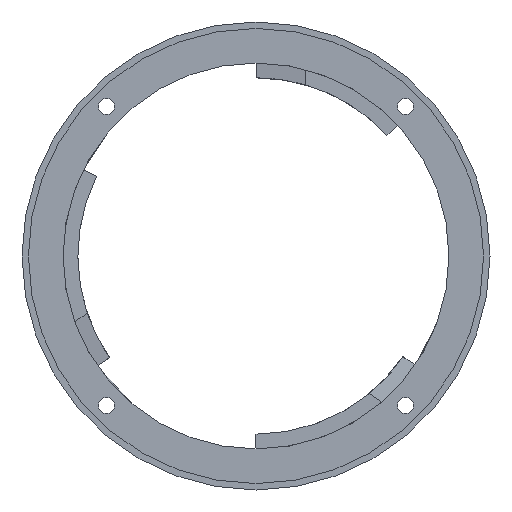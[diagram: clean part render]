
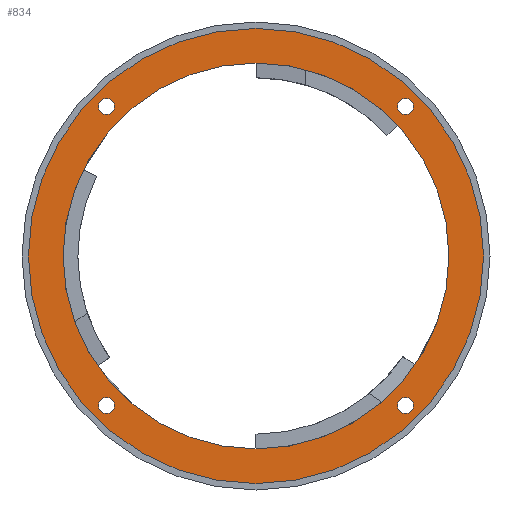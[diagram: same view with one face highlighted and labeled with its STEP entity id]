
A CAD part, front view. The second image highlights one B-rep face of the part: STEP entity #834.
In plain terms, the highlighted planar face has unit normal (0, -1, 0).
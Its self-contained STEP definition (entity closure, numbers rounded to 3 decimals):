
#22 = DIRECTION ( 'NONE',  ( 0., 1., 0. ) ) ;
#24 = ORIENTED_EDGE ( 'NONE', *, *, #1267, .T. ) ;
#29 = AXIS2_PLACEMENT_3D ( 'NONE', #374, #951, #1536 ) ;
#47 = ORIENTED_EDGE ( 'NONE', *, *, #130, .T. ) ;
#59 = VERTEX_POINT ( 'NONE', #531 ) ;
#95 = DIRECTION ( 'NONE',  ( 0., 1., 0. ) ) ;
#122 = DIRECTION ( 'NONE',  ( 0., -1., 0. ) ) ;
#130 = EDGE_CURVE ( 'NONE', #1382, #1586, #1484, .T. ) ;
#143 = CARTESIAN_POINT ( 'NONE',  ( 0., -1.74, 0. ) ) ;
#154 = DIRECTION ( 'NONE',  ( 0., 0., 1. ) ) ;
#175 = CIRCLE ( 'NONE', #1217, 1. ) ;
#182 = CARTESIAN_POINT ( 'NONE',  ( 18.208, -1.74, 18.208 ) ) ;
#189 = DIRECTION ( 'NONE',  ( 0., 0., 1. ) ) ;
#196 = ORIENTED_EDGE ( 'NONE', *, *, #270, .T. ) ;
#198 = DIRECTION ( 'NONE',  ( 0., 1., 0. ) ) ;
#203 = CIRCLE ( 'NONE', #1856, 1. ) ;
#261 = FACE_BOUND ( 'NONE', #1492, .T. ) ;
#266 = VERTEX_POINT ( 'NONE', #463 ) ;
#270 = EDGE_CURVE ( 'NONE', #1332, #371, #1153, .T. ) ;
#283 = DIRECTION ( 'NONE',  ( 0., 0., -1. ) ) ;
#292 = CIRCLE ( 'NONE', #1634, 1. ) ;
#300 = CARTESIAN_POINT ( 'NONE',  ( 0., -1.74, -23.49 ) ) ;
#316 = VERTEX_POINT ( 'NONE', #1773 ) ;
#317 = EDGE_CURVE ( 'NONE', #1509, #266, #1092, .T. ) ;
#354 = AXIS2_PLACEMENT_3D ( 'NONE', #1524, #784, #497 ) ;
#371 = VERTEX_POINT ( 'NONE', #300 ) ;
#374 = CARTESIAN_POINT ( 'NONE',  ( 0., -1.74, 0. ) ) ;
#389 = VERTEX_POINT ( 'NONE', #1794 ) ;
#424 = CARTESIAN_POINT ( 'NONE',  ( 0., -1.74, 0. ) ) ;
#429 = CARTESIAN_POINT ( 'NONE',  ( -18.208, -1.74, 18.208 ) ) ;
#437 = CARTESIAN_POINT ( 'NONE',  ( 18.208, -1.74, 18.208 ) ) ;
#446 = DIRECTION ( 'NONE',  ( 0., 0., -1. ) ) ;
#460 = EDGE_CURVE ( 'NONE', #1656, #582, #1149, .T. ) ;
#463 = CARTESIAN_POINT ( 'NONE',  ( 18.208, -1.74, 17.208 ) ) ;
#479 = AXIS2_PLACEMENT_3D ( 'NONE', #182, #887, #189 ) ;
#495 = EDGE_CURVE ( 'NONE', #1586, #1382, #963, .T. ) ;
#497 = DIRECTION ( 'NONE',  ( 0., 0., -1. ) ) ;
#531 = CARTESIAN_POINT ( 'NONE',  ( -18.208, -1.74, -19.208 ) ) ;
#536 = ORIENTED_EDGE ( 'NONE', *, *, #495, .T. ) ;
#569 = CIRCLE ( 'NONE', #818, 1. ) ;
#582 = VERTEX_POINT ( 'NONE', #1209 ) ;
#583 = DIRECTION ( 'NONE',  ( 0., 0., -1. ) ) ;
#590 = ORIENTED_EDGE ( 'NONE', *, *, #317, .T. ) ;
#629 = DIRECTION ( 'NONE',  ( 0., 1., 0. ) ) ;
#631 = CARTESIAN_POINT ( 'NONE',  ( 18.208, -1.74, 19.208 ) ) ;
#784 = DIRECTION ( 'NONE',  ( 0., -1., 0. ) ) ;
#786 = CARTESIAN_POINT ( 'NONE',  ( -18.208, -1.74, -18.208 ) ) ;
#809 = VERTEX_POINT ( 'NONE', #1721 ) ;
#818 = AXIS2_PLACEMENT_3D ( 'NONE', #1830, #95, #1518 ) ;
#834 = ADVANCED_FACE ( 'NONE', ( #836, #261, #1434, #1009, #1289, #984 ), #1735, .T. ) ;
#836 = FACE_BOUND ( 'NONE', #1597, .T. ) ;
#845 = CIRCLE ( 'NONE', #906, 23.49 ) ;
#864 = DIRECTION ( 'NONE',  ( 0., 1., 0. ) ) ;
#874 = CIRCLE ( 'NONE', #1366, 1. ) ;
#879 = DIRECTION ( 'NONE',  ( 0., 1., 0. ) ) ;
#880 = ORIENTED_EDGE ( 'NONE', *, *, #1675, .T. ) ;
#887 = DIRECTION ( 'NONE',  ( 0., 1., 0. ) ) ;
#904 = AXIS2_PLACEMENT_3D ( 'NONE', #429, #998, #1438 ) ;
#906 = AXIS2_PLACEMENT_3D ( 'NONE', #143, #864, #583 ) ;
#907 = ORIENTED_EDGE ( 'NONE', *, *, #1526, .T. ) ;
#918 = ORIENTED_EDGE ( 'NONE', *, *, #460, .T. ) ;
#951 = DIRECTION ( 'NONE',  ( 0., -1., 0. ) ) ;
#963 = CIRCLE ( 'NONE', #1570, 1. ) ;
#966 = CIRCLE ( 'NONE', #29, 27.71 ) ;
#984 = FACE_OUTER_BOUND ( 'NONE', #1782, .T. ) ;
#989 = DIRECTION ( 'NONE',  ( 0., 1., 0. ) ) ;
#998 = DIRECTION ( 'NONE',  ( 0., 1., 0. ) ) ;
#1009 = FACE_BOUND ( 'NONE', #1163, .T. ) ;
#1011 = CARTESIAN_POINT ( 'NONE',  ( 0., -1.74, -27.71 ) ) ;
#1013 = EDGE_CURVE ( 'NONE', #316, #809, #569, .T. ) ;
#1042 = ORIENTED_EDGE ( 'NONE', *, *, #1196, .T. ) ;
#1092 = CIRCLE ( 'NONE', #479, 1. ) ;
#1149 = CIRCLE ( 'NONE', #354, 27.71 ) ;
#1153 = CIRCLE ( 'NONE', #1783, 23.49 ) ;
#1156 = ORIENTED_EDGE ( 'NONE', *, *, #1311, .T. ) ;
#1163 = EDGE_LOOP ( 'NONE', ( #24, #907 ) ) ;
#1196 = EDGE_CURVE ( 'NONE', #809, #316, #292, .T. ) ;
#1209 = CARTESIAN_POINT ( 'NONE',  ( 0., -1.74, 27.71 ) ) ;
#1217 = AXIS2_PLACEMENT_3D ( 'NONE', #437, #1627, #1326 ) ;
#1267 = EDGE_CURVE ( 'NONE', #389, #59, #203, .T. ) ;
#1289 = FACE_BOUND ( 'NONE', #1340, .T. ) ;
#1311 = EDGE_CURVE ( 'NONE', #266, #1509, #175, .T. ) ;
#1326 = DIRECTION ( 'NONE',  ( 0., 0., 1. ) ) ;
#1332 = VERTEX_POINT ( 'NONE', #1347 ) ;
#1340 = EDGE_LOOP ( 'NONE', ( #196, #880 ) ) ;
#1347 = CARTESIAN_POINT ( 'NONE',  ( 0., -1.74, 23.49 ) ) ;
#1366 = AXIS2_PLACEMENT_3D ( 'NONE', #786, #198, #1367 ) ;
#1367 = DIRECTION ( 'NONE',  ( 0., 0., 1. ) ) ;
#1382 = VERTEX_POINT ( 'NONE', #1812 ) ;
#1434 = FACE_BOUND ( 'NONE', #1646, .T. ) ;
#1438 = DIRECTION ( 'NONE',  ( 0., 0., 1. ) ) ;
#1460 = ORIENTED_EDGE ( 'NONE', *, *, #1013, .T. ) ;
#1471 = EDGE_CURVE ( 'NONE', #582, #1656, #966, .T. ) ;
#1484 = CIRCLE ( 'NONE', #904, 1. ) ;
#1492 = EDGE_LOOP ( 'NONE', ( #590, #1156 ) ) ;
#1494 = CARTESIAN_POINT ( 'NONE',  ( 0., -1.74, 0. ) ) ;
#1509 = VERTEX_POINT ( 'NONE', #631 ) ;
#1518 = DIRECTION ( 'NONE',  ( 0., 0., 1. ) ) ;
#1524 = CARTESIAN_POINT ( 'NONE',  ( 0., -1.74, 0. ) ) ;
#1526 = EDGE_CURVE ( 'NONE', #59, #389, #874, .T. ) ;
#1536 = DIRECTION ( 'NONE',  ( 0., 0., -1. ) ) ;
#1570 = AXIS2_PLACEMENT_3D ( 'NONE', #1615, #22, #1799 ) ;
#1574 = DIRECTION ( 'NONE',  ( 0., 0., 1. ) ) ;
#1586 = VERTEX_POINT ( 'NONE', #1845 ) ;
#1597 = EDGE_LOOP ( 'NONE', ( #47, #536 ) ) ;
#1611 = CARTESIAN_POINT ( 'NONE',  ( -18.208, -1.74, -18.208 ) ) ;
#1615 = CARTESIAN_POINT ( 'NONE',  ( -18.208, -1.74, 18.208 ) ) ;
#1616 = ORIENTED_EDGE ( 'NONE', *, *, #1471, .T. ) ;
#1627 = DIRECTION ( 'NONE',  ( 0., 1., 0. ) ) ;
#1634 = AXIS2_PLACEMENT_3D ( 'NONE', #1719, #989, #1574 ) ;
#1646 = EDGE_LOOP ( 'NONE', ( #1460, #1042 ) ) ;
#1656 = VERTEX_POINT ( 'NONE', #1011 ) ;
#1675 = EDGE_CURVE ( 'NONE', #371, #1332, #845, .T. ) ;
#1719 = CARTESIAN_POINT ( 'NONE',  ( 18.208, -1.74, -18.208 ) ) ;
#1721 = CARTESIAN_POINT ( 'NONE',  ( 18.208, -1.74, -19.208 ) ) ;
#1728 = AXIS2_PLACEMENT_3D ( 'NONE', #424, #122, #283 ) ;
#1735 = PLANE ( 'NONE',  #1728 ) ;
#1773 = CARTESIAN_POINT ( 'NONE',  ( 18.208, -1.74, -17.208 ) ) ;
#1782 = EDGE_LOOP ( 'NONE', ( #1616, #918 ) ) ;
#1783 = AXIS2_PLACEMENT_3D ( 'NONE', #1494, #629, #446 ) ;
#1794 = CARTESIAN_POINT ( 'NONE',  ( -18.208, -1.74, -17.208 ) ) ;
#1799 = DIRECTION ( 'NONE',  ( 0., 0., 1. ) ) ;
#1812 = CARTESIAN_POINT ( 'NONE',  ( -18.208, -1.74, 19.208 ) ) ;
#1830 = CARTESIAN_POINT ( 'NONE',  ( 18.208, -1.74, -18.208 ) ) ;
#1845 = CARTESIAN_POINT ( 'NONE',  ( -18.208, -1.74, 17.208 ) ) ;
#1856 = AXIS2_PLACEMENT_3D ( 'NONE', #1611, #879, #154 ) ;
